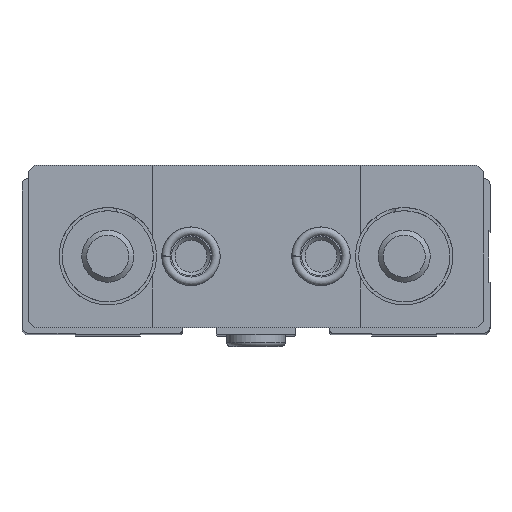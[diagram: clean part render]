
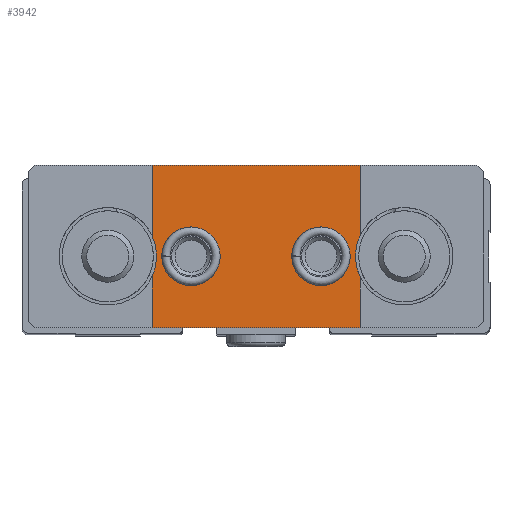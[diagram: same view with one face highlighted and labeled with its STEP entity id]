
A CAD part, top view. The second image highlights one B-rep face of the part: STEP entity #3942.
In plain terms, the highlighted planar face has unit normal (0, 0, 1).
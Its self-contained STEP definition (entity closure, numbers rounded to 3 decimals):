
#425=LINE('',#6537,#695);
#427=LINE('',#6541,#697);
#437=LINE('',#6587,#707);
#439=LINE('',#6591,#709);
#451=LINE('',#6642,#721);
#457=LINE('',#6653,#727);
#695=VECTOR('',#5356,1000.);
#697=VECTOR('',#5360,1000.);
#707=VECTOR('',#5380,1000.);
#709=VECTOR('',#5384,1000.);
#721=VECTOR('',#5410,1000.);
#727=VECTOR('',#5420,1000.);
#1486=ORIENTED_EDGE('',*,*,#2186,.F.);
#1487=ORIENTED_EDGE('',*,*,#2187,.F.);
#1488=ORIENTED_EDGE('',*,*,#2138,.T.);
#1489=ORIENTED_EDGE('',*,*,#2188,.T.);
#1490=ORIENTED_EDGE('',*,*,#2140,.T.);
#1491=ORIENTED_EDGE('',*,*,#2174,.T.);
#1492=ORIENTED_EDGE('',*,*,#2154,.T.);
#1493=ORIENTED_EDGE('',*,*,#2189,.T.);
#1494=ORIENTED_EDGE('',*,*,#2156,.T.);
#1495=ORIENTED_EDGE('',*,*,#2180,.T.);
#2138=EDGE_CURVE('',#2576,#2575,#425,.T.);
#2140=EDGE_CURVE('',#2577,#2578,#427,.T.);
#2154=EDGE_CURVE('',#2591,#2590,#437,.T.);
#2156=EDGE_CURVE('',#2592,#2593,#439,.T.);
#2174=EDGE_CURVE('',#2578,#2591,#451,.T.);
#2180=EDGE_CURVE('',#2593,#2576,#457,.T.);
#2186=EDGE_CURVE('',#2613,#2613,#2846,.T.);
#2187=EDGE_CURVE('',#2614,#2614,#2847,.T.);
#2188=EDGE_CURVE('',#2575,#2577,#2848,.F.);
#2189=EDGE_CURVE('',#2590,#2592,#2849,.F.);
#2575=VERTEX_POINT('',#6536);
#2576=VERTEX_POINT('',#6538);
#2577=VERTEX_POINT('',#6542);
#2578=VERTEX_POINT('',#6543);
#2590=VERTEX_POINT('',#6586);
#2591=VERTEX_POINT('',#6588);
#2592=VERTEX_POINT('',#6592);
#2593=VERTEX_POINT('',#6593);
#2613=VERTEX_POINT('',#6665);
#2614=VERTEX_POINT('',#6667);
#2846=CIRCLE('',#4409,4.5);
#2847=CIRCLE('',#4410,4.5);
#2848=CIRCLE('',#4411,7.5);
#2849=CIRCLE('',#4412,7.5);
#3144=EDGE_LOOP('',(#1486));
#3145=EDGE_LOOP('',(#1487));
#3146=EDGE_LOOP('',(#1488,#1489,#1490,#1491,#1492,#1493,#1494,#1495));
#3526=FACE_BOUND('',#3144,.T.);
#3527=FACE_BOUND('',#3145,.T.);
#3528=FACE_BOUND('',#3146,.T.);
#3733=PLANE('',#4408);
#3942=ADVANCED_FACE('',(#3526,#3527,#3528),#3733,.T.);
#4408=AXIS2_PLACEMENT_3D('',#6663,#5428,#5429);
#4409=AXIS2_PLACEMENT_3D('',#6664,#5430,#5431);
#4410=AXIS2_PLACEMENT_3D('',#6666,#5432,#5433);
#4411=AXIS2_PLACEMENT_3D('',#6668,#5434,#5435);
#4412=AXIS2_PLACEMENT_3D('',#6669,#5436,#5437);
#5356=DIRECTION('',(0.,1.,0.));
#5360=DIRECTION('',(0.,1.,0.));
#5380=DIRECTION('',(0.,-1.,0.));
#5384=DIRECTION('',(0.,-1.,0.));
#5410=DIRECTION('',(-1.,0.,0.));
#5420=DIRECTION('',(1.,0.,0.));
#5428=DIRECTION('',(0.,0.,1.));
#5429=DIRECTION('',(1.,0.,0.));
#5430=DIRECTION('',(0.,0.,1.));
#5431=DIRECTION('',(1.,0.,0.));
#5432=DIRECTION('',(0.,0.,1.));
#5433=DIRECTION('',(1.,0.,0.));
#5434=DIRECTION('',(0.,0.,1.));
#5435=DIRECTION('',(1.,0.,0.));
#5436=DIRECTION('',(0.,0.,1.));
#5437=DIRECTION('',(1.,0.,0.));
#6536=CARTESIAN_POINT('',(16.,-3.164,22.));
#6537=CARTESIAN_POINT('',(16.,0.,22.));
#6538=CARTESIAN_POINT('',(16.,-11.,22.));
#6541=CARTESIAN_POINT('',(16.,0.,22.));
#6542=CARTESIAN_POINT('',(16.,3.164,22.));
#6543=CARTESIAN_POINT('',(16.,14.,22.));
#6586=CARTESIAN_POINT('',(-16.,3.164,22.));
#6587=CARTESIAN_POINT('',(-16.,0.,22.));
#6588=CARTESIAN_POINT('',(-16.,14.,22.));
#6591=CARTESIAN_POINT('',(-16.,0.,22.));
#6592=CARTESIAN_POINT('',(-16.,-3.164,22.));
#6593=CARTESIAN_POINT('',(-16.,-11.,22.));
#6642=CARTESIAN_POINT('',(35.,14.,22.));
#6653=CARTESIAN_POINT('',(-35.,-11.,22.));
#6663=CARTESIAN_POINT('',(0.,0.,22.));
#6664=CARTESIAN_POINT('',(-10.,0.,22.));
#6665=CARTESIAN_POINT('',(-5.5,0.,22.));
#6666=CARTESIAN_POINT('',(10.,0.,22.));
#6667=CARTESIAN_POINT('',(14.5,0.,22.));
#6668=CARTESIAN_POINT('',(22.8,0.,22.));
#6669=CARTESIAN_POINT('',(-22.8,0.,22.));
